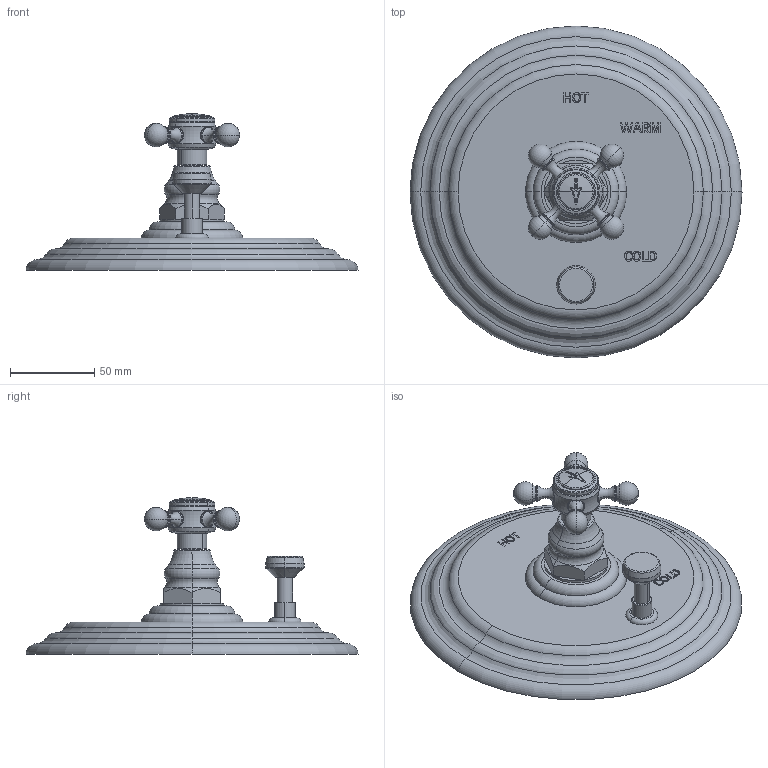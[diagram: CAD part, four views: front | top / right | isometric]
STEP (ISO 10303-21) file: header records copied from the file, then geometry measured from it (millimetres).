
FILE_DESCRIPTION((''),'2;1');
FILE_NAME('5-922BP','2021-06-07T14:20:38',('jinson.thomas'),(''),'CREO PARAMETRIC BY PTC INC, 2018400','CREO PARAMETRIC BY PTC INC, 2018400','');
FILE_SCHEMA(('CONFIG_CONTROL_DESIGN'));
Length unit declared in the file: inch
Products named in the file (1): 5-922BP
Bounding box: 196.85 x 196.85 x 92.86 mm (x, y, z)
Volume: 527160.7 mm3; surface area: 77952.4 mm2
Topology: 1 solids, 1 shells, 362 faces, 870 edges, 535 vertices
Faces by surface type: plane 145, torus 70, extrusion 64, cylinder 39, cone 26, sphere 14, bspline 4
Entity records: 11571 total; most frequent: CARTESIAN_POINT 3278, ORIENTED_EDGE 1720, DIRECTION 1638, EDGE_CURVE 860, AXIS2_PLACEMENT_3D 584, VERTEX_POINT 535, VECTOR 470, LINE 406
